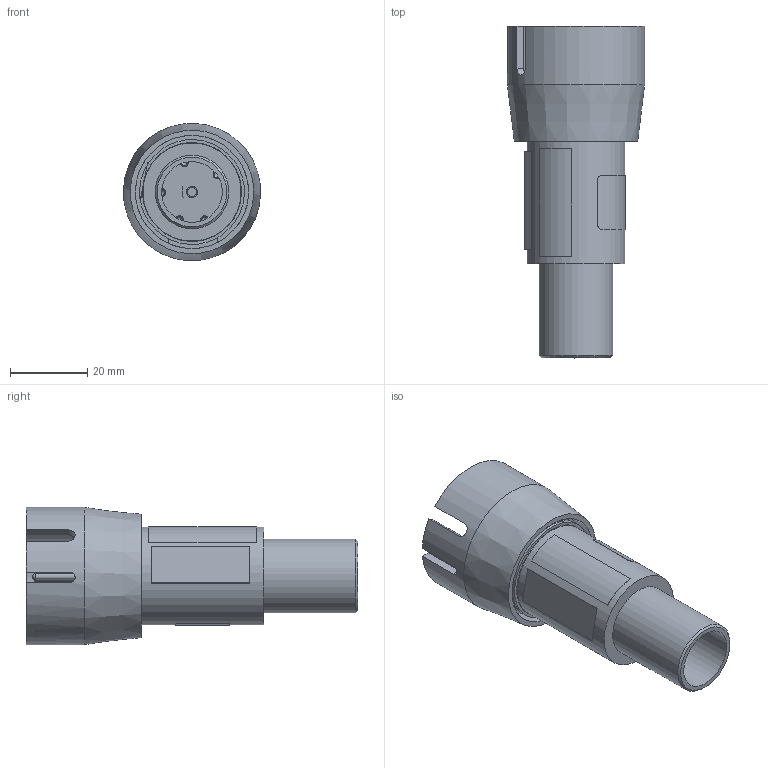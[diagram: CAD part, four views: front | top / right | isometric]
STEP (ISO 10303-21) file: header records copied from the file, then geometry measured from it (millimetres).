
FILE_DESCRIPTION (( 'STEP AP214' ), '1' );
FILE_NAME ('399-760 3_4 Tube.STEP', '2018-02-06T21:27:11', ( '' ), ( '' ), 'SwSTEP 2.0', 'SolidWorks 2013', '' );
FILE_SCHEMA (( 'AUTOMOTIVE_DESIGN' ));
Length unit declared in the file: inch
Products named in the file (1): 399-760 3_4 Tube
Bounding box: 35.55 x 85.98 x 35.54 mm (x, y, z)
Surface area: 14514.6 mm2 (no closed solid volume)
Topology: 0 solids, 13 shells, 96 faces, 289 edges, 192 vertices
Faces by surface type: cylinder 35, plane 30, bspline 12, torus 10, sphere 5, cone 4
Full cylindrical faces by diameter (mm): 1.575 x5, 2.057 x4, 2.845 x1, 15.748 x1, 19.05 x1, 25.4 x2, 27.178 x1, 29.337 x1, 31.242 x1, 35.56 x1
Entity records: 4459 total; most frequent: CARTESIAN_POINT 990, DIRECTION 451, ORIENTED_EDGE 367, EDGE_CURVE 234, AXIS2_PLACEMENT_3D 184, VERTEX_POINT 169, EDGE_LOOP 132, FACE_OUTER_BOUND 116
